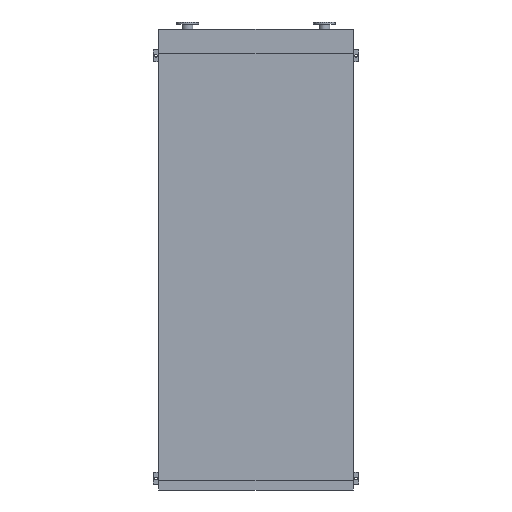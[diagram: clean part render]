
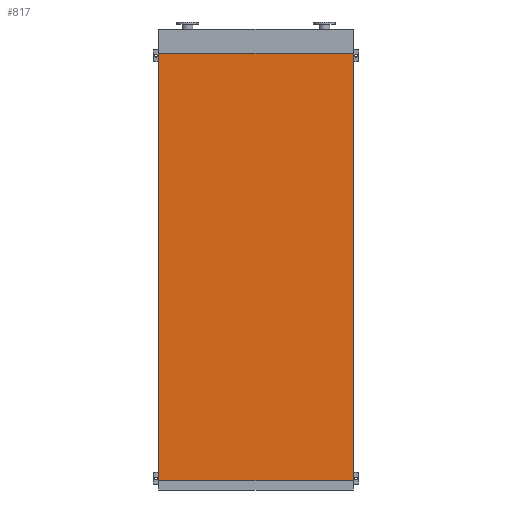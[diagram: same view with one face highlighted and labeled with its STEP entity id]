
A CAD part, front view. The second image highlights one B-rep face of the part: STEP entity #817.
In plain terms, the highlighted planar face has unit normal (0, -1, 0).
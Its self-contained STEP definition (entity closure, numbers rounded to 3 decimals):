
#296 = CARTESIAN_POINT ( 'NONE',  ( -965., 0., 0. ) ) ;
#574 = ORIENTED_EDGE ( 'NONE', *, *, #7699, .F. ) ;
#817 = ADVANCED_FACE ( 'NONE', ( #5209 ), #4301, .T. ) ;
#1414 = LINE ( 'NONE', #6156, #8758 ) ;
#1995 = DIRECTION ( 'NONE',  ( 1., 0., 0. ) ) ;
#2184 = LINE ( 'NONE', #7142, #6561 ) ;
#2614 = VERTEX_POINT ( 'NONE', #15867 ) ;
#2742 = CARTESIAN_POINT ( 'NONE',  ( -965., 0., -4250. ) ) ;
#3870 = CARTESIAN_POINT ( 'NONE',  ( 965., 0., -4250. ) ) ;
#4301 = PLANE ( 'NONE',  #4950 ) ;
#4950 = AXIS2_PLACEMENT_3D ( 'NONE', #2742, #5745, #15493 ) ;
#5108 = ORIENTED_EDGE ( 'NONE', *, *, #5169, .T. ) ;
#5169 = EDGE_CURVE ( 'NONE', #11834, #2614, #5443, .T. ) ;
#5209 = FACE_OUTER_BOUND ( 'NONE', #9929, .T. ) ;
#5443 = LINE ( 'NONE', #3870, #12898 ) ;
#5635 = EDGE_CURVE ( 'NONE', #10737, #2614, #15484, .T. ) ;
#5745 = DIRECTION ( 'NONE',  ( 0., -1., 0. ) ) ;
#5998 = EDGE_CURVE ( 'NONE', #7134, #11834, #2184, .T. ) ;
#6156 = CARTESIAN_POINT ( 'NONE',  ( -965., 0., -4250. ) ) ;
#6561 = VECTOR ( 'NONE', #8579, 1000. ) ;
#7134 = VERTEX_POINT ( 'NONE', #15066 ) ;
#7142 = CARTESIAN_POINT ( 'NONE',  ( -965., 0., -4250. ) ) ;
#7609 = DIRECTION ( 'NONE',  ( 0., 0., 1. ) ) ;
#7699 = EDGE_CURVE ( 'NONE', #7134, #10737, #1414, .T. ) ;
#8579 = DIRECTION ( 'NONE',  ( 1., 0., 0. ) ) ;
#8758 = VECTOR ( 'NONE', #7609, 1000. ) ;
#9929 = EDGE_LOOP ( 'NONE', ( #11743, #574, #15808, #5108 ) ) ;
#10737 = VERTEX_POINT ( 'NONE', #296 ) ;
#11426 = VECTOR ( 'NONE', #1995, 1000. ) ;
#11743 = ORIENTED_EDGE ( 'NONE', *, *, #5635, .F. ) ;
#11834 = VERTEX_POINT ( 'NONE', #13492 ) ;
#12898 = VECTOR ( 'NONE', #16400, 1000. ) ;
#13492 = CARTESIAN_POINT ( 'NONE',  ( 965., 0., -4250. ) ) ;
#14714 = CARTESIAN_POINT ( 'NONE',  ( -965., 0., 0. ) ) ;
#15066 = CARTESIAN_POINT ( 'NONE',  ( -965., 0., -4250. ) ) ;
#15484 = LINE ( 'NONE', #14714, #11426 ) ;
#15493 = DIRECTION ( 'NONE',  ( 0., 0., -1. ) ) ;
#15808 = ORIENTED_EDGE ( 'NONE', *, *, #5998, .T. ) ;
#15867 = CARTESIAN_POINT ( 'NONE',  ( 965., 0., 0. ) ) ;
#16400 = DIRECTION ( 'NONE',  ( 0., 0., 1. ) ) ;
